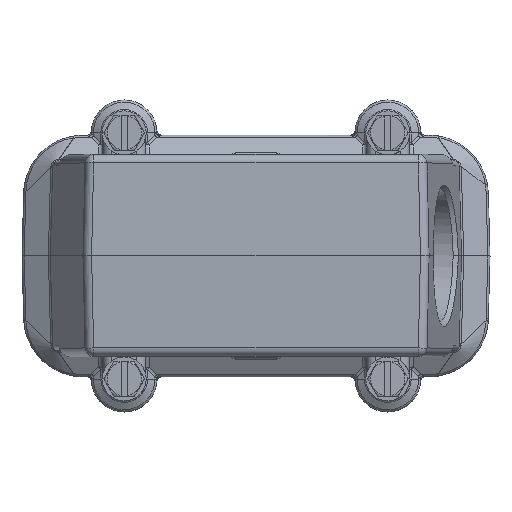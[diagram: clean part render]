
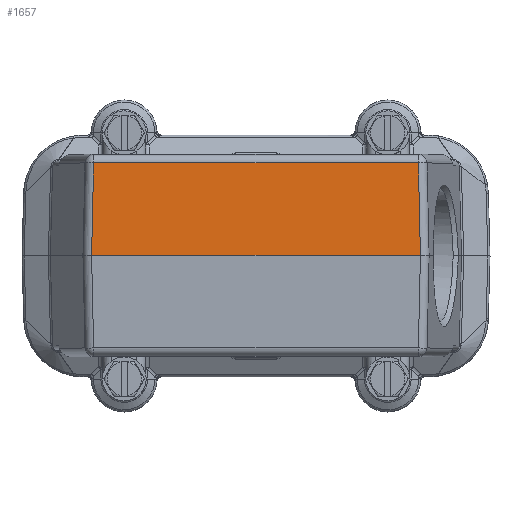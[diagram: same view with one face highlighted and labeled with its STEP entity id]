
A CAD part, top view. The second image highlights one B-rep face of the part: STEP entity #1657.
In plain terms, the highlighted planar face has unit normal (0, 0.026, 1).
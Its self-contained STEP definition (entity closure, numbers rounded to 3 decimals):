
#1657=ADVANCED_FACE('',(#2563),#1953,.T.);
#1953=PLANE('',#12265);
#2563=FACE_OUTER_BOUND('',#3289,.T.);
#3289=EDGE_LOOP('',(#6848,#6849,#6850,#6851));
#6848=ORIENTED_EDGE('',*,*,#9574,.T.);
#6849=ORIENTED_EDGE('',*,*,#8179,.F.);
#6850=ORIENTED_EDGE('',*,*,#8175,.T.);
#6851=ORIENTED_EDGE('',*,*,#8320,.F.);
#7113=VERTEX_POINT('',#15812);
#7114=VERTEX_POINT('',#15816);
#7115=VERTEX_POINT('',#15823);
#7202=VERTEX_POINT('',#16480);
#8175=EDGE_CURVE('',#7114,#7113,#9721,.T.);
#8179=EDGE_CURVE('',#7114,#7115,#9722,.T.);
#8320=EDGE_CURVE('',#7202,#7113,#9778,.T.);
#9574=EDGE_CURVE('',#7202,#7115,#10440,.T.);
#9721=LINE('',#15815,#10556);
#9722=LINE('',#15822,#10557);
#9778=LINE('',#16481,#10613);
#10440=LINE('',#21264,#11275);
#10556=VECTOR('',#12593,1.);
#10557=VECTOR('',#12604,1.);
#10613=VECTOR('',#12798,1.);
#11275=VECTOR('',#15096,1.);
#12265=AXIS2_PLACEMENT_3D('',#21265,#15097,#15098);
#12593=DIRECTION('',(-1.,0.,0.));
#12604=DIRECTION('',(0.022,-0.999,0.026));
#12798=DIRECTION('',(0.022,0.999,-0.026));
#15096=DIRECTION('',(1.,0.,0.));
#15097=DIRECTION('',(0.,0.026,1.));
#15098=DIRECTION('',(1.,0.,0.));
#15812=CARTESIAN_POINT('',(-36.949,21.052,62.447));
#15815=CARTESIAN_POINT('',(36.949,21.052,62.447));
#15816=CARTESIAN_POINT('',(36.949,21.052,62.447));
#15822=CARTESIAN_POINT('',(37.162,11.342,62.702));
#15823=CARTESIAN_POINT('',(37.411,0.,62.999));
#16480=CARTESIAN_POINT('',(-37.411,0.,62.999));
#16481=CARTESIAN_POINT('',(-37.162,11.342,62.702));
#21264=CARTESIAN_POINT('',(14.35,0.,62.999));
#21265=CARTESIAN_POINT('',(0.,10.526,62.723));
